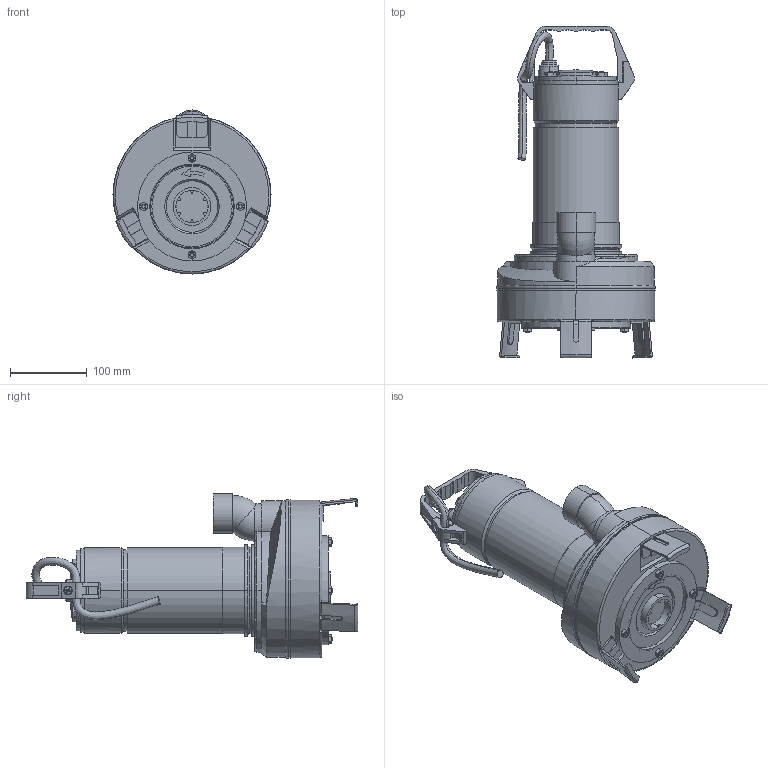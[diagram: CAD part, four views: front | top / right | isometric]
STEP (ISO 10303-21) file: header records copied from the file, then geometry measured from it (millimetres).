
FILE_DESCRIPTION (( 'STEP AP214' ), '1' );
FILE_NAME ('4_93_490_01_REV00.step', '2022-06-29T14:26:43', ( '' ), ( '' ), 'SwSTEP 2.0', 'SolidWorks 2020', '' );
FILE_SCHEMA (( 'AUTOMOTIVE_DESIGN' ));
Length unit declared in the file: millimetre
Products named in the file (4): 4_93_490_01_REV00; Copia di Copia di CP_GXV 40^4_93_490_01_REV00; Copia di 490_01^4_93_490_01_REV00; Copia di Copia di 3_92_128_semplificato^4_93_490_01_REV00_Cavo singolo
Assembly tree (3 placements, depth 2):
  4_93_490_01_REV00
    Copia di Copia di CP_GXV 40^4_93_490_01_REV00
    Copia di Copia di 3_92_128_semplificato^4_93_490_01_REV00_Cavo singolo
    Copia di 490_01^4_93_490_01_REV00
Bounding box: 206 x 432.38 x 213.75 mm (x, y, z)
Volume: 5281532.5 mm3; surface area: 418109.4 mm2
Topology: 24 solids, 24 shells, 1088 faces, 2762 edges, 1767 vertices
Faces by surface type: plane 488, cylinder 299, cone 226, bspline 39, torus 22, sphere 14
Entity records: 46374 total; most frequent: CARTESIAN_POINT 19986, ORIENTED_EDGE 5508, DIRECTION 5340, EDGE_CURVE 2754, AXIS2_PLACEMENT_3D 2031, VERTEX_POINT 1767, VECTOR 1278, LINE 1278
